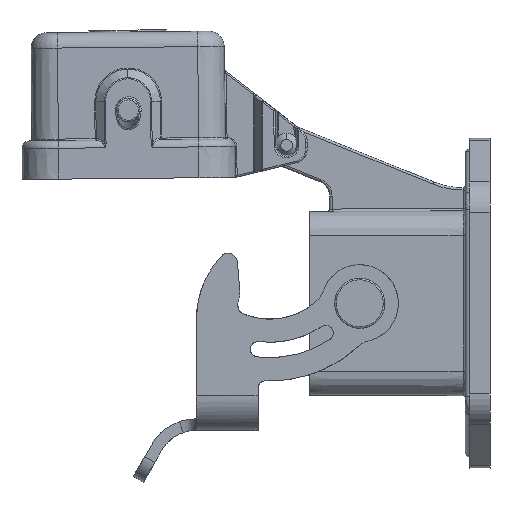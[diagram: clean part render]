
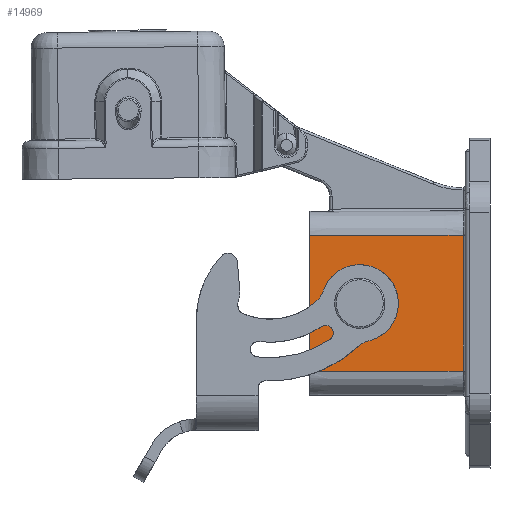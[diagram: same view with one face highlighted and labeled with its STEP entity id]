
A CAD part, left-side view. The second image highlights one B-rep face of the part: STEP entity #14969.
In plain terms, the highlighted planar face has unit normal (-1, 0.004, 0).
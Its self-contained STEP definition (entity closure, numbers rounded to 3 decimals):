
#23 = CARTESIAN_POINT ( 'NONE',  ( -11.94, 17.2, 0.289 ) ) ;
#24 = CARTESIAN_POINT ( 'NONE',  ( -11.94, 17.123, 0.555 ) ) ;
#25 = CARTESIAN_POINT ( 'NONE',  ( -11.941, 16.816, 1.043 ) ) ;
#26 = CARTESIAN_POINT ( 'NONE',  ( -11.942, 16.609, 1.228 ) ) ;
#27 = CARTESIAN_POINT ( 'NONE',  ( -11.944, 16.088, 1.477 ) ) ;
#28 = CARTESIAN_POINT ( 'NONE',  ( -11.945, 15.814, 1.523 ) ) ;
#29 = CARTESIAN_POINT ( 'NONE',  ( -11.947, 15.243, 1.457 ) ) ;
#30 = CARTESIAN_POINT ( 'NONE',  ( -11.948, 14.987, 1.35 ) ) ;
#31 = CARTESIAN_POINT ( 'NONE',  ( -11.948, 14.761, 1.17 ) ) ;
#94 = LINE ( 'NONE', #95, #8774 ) ;
#95 = CARTESIAN_POINT ( 'NONE',  ( -11.948, 14.761, -0.939 ) ) ;
#96 = DIRECTION ( 'NONE',  ( 0., 0., 1. ) ) ;
#3051 = VECTOR ( 'NONE', #7598, 1000. ) ;
#6853 = CARTESIAN_POINT ( 'NONE',  ( -11.923, 22.2, 8.8 ) ) ;
#6855 = CARTESIAN_POINT ( 'NONE',  ( -11.923, 22.2, -8.8 ) ) ;
#7596 = LINE ( 'NONE', #7597, #3051 ) ;
#7597 = CARTESIAN_POINT ( 'NONE',  ( -12., 0., -8.8 ) ) ;
#7598 = DIRECTION ( 'NONE',  ( -0.003, -1., 0. ) ) ;
#7831 = LINE ( 'NONE', #7832, #8373 ) ;
#7832 = CARTESIAN_POINT ( 'NONE',  ( -11.948, 14.761, 0. ) ) ;
#7833 = DIRECTION ( 'NONE',  ( 0., 0., 1. ) ) ;
#7890 = LINE ( 'NONE', #7891, #8389 ) ;
#7891 = CARTESIAN_POINT ( 'NONE',  ( -11.992, 2.299, 0. ) ) ;
#7892 = DIRECTION ( 'NONE',  ( 0., 0., 1. ) ) ;
#8373 = VECTOR ( 'NONE', #7833, 1000. ) ;
#8389 = VECTOR ( 'NONE', #7892, 1000. ) ;
#8675 = VECTOR ( 'NONE', #10276, 1000. ) ;
#8706 = VECTOR ( 'NONE', #10418, 1000. ) ;
#8774 = VECTOR ( 'NONE', #96, 1000. ) ;
#9211 = AXIS2_PLACEMENT_3D ( 'NONE', #26493, #26494, #26495 ) ;
#9213 = FACE_OUTER_BOUND ( 'NONE', #13458, .T. ) ;
#10274 = LINE ( 'NONE', #10275, #8675 ) ;
#10275 = CARTESIAN_POINT ( 'NONE',  ( -1753.846, -499000., 8.8 ) ) ;
#10276 = DIRECTION ( 'NONE',  ( -0.003, -1., 0. ) ) ;
#10416 = LINE ( 'NONE', #10417, #8706 ) ;
#10417 = CARTESIAN_POINT ( 'NONE',  ( -11.923, 22.2, 0. ) ) ;
#10418 = DIRECTION ( 'NONE',  ( 0., 0., 1. ) ) ;
#10477 = CARTESIAN_POINT ( 'NONE',  ( -11.948, 14.761, 2.154 ) ) ;
#10478 = CARTESIAN_POINT ( 'NONE',  ( -11.95, 14.332, 1.967 ) ) ;
#10479 = CARTESIAN_POINT ( 'NONE',  ( -11.951, 13.99, 1.678 ) ) ;
#10480 = CARTESIAN_POINT ( 'NONE',  ( -11.953, 13.478, 0.897 ) ) ;
#10481 = CARTESIAN_POINT ( 'NONE',  ( -11.953, 13.35, 0.467 ) ) ;
#10482 = CARTESIAN_POINT ( 'NONE',  ( -11.953, 13.35, -0.467 ) ) ;
#10483 = CARTESIAN_POINT ( 'NONE',  ( -11.953, 13.479, -0.897 ) ) ;
#10484 = CARTESIAN_POINT ( 'NONE',  ( -11.951, 13.989, -1.678 ) ) ;
#10485 = CARTESIAN_POINT ( 'NONE',  ( -11.95, 14.332, -1.967 ) ) ;
#10486 = CARTESIAN_POINT ( 'NONE',  ( -11.948, 14.761, -2.154 ) ) ;
#10729 = CARTESIAN_POINT ( 'NONE',  ( -11.948, 14.761, -1.17 ) ) ;
#10730 = CARTESIAN_POINT ( 'NONE',  ( -11.948, 14.987, -1.35 ) ) ;
#10731 = CARTESIAN_POINT ( 'NONE',  ( -11.947, 15.242, -1.457 ) ) ;
#10732 = CARTESIAN_POINT ( 'NONE',  ( -11.945, 15.815, -1.523 ) ) ;
#10733 = CARTESIAN_POINT ( 'NONE',  ( -11.944, 16.088, -1.477 ) ) ;
#10734 = CARTESIAN_POINT ( 'NONE',  ( -11.942, 16.609, -1.228 ) ) ;
#10735 = CARTESIAN_POINT ( 'NONE',  ( -11.941, 16.816, -1.043 ) ) ;
#10736 = CARTESIAN_POINT ( 'NONE',  ( -11.94, 17.123, -0.555 ) ) ;
#10737 = CARTESIAN_POINT ( 'NONE',  ( -11.94, 17.2, -0.289 ) ) ;
#13458 = EDGE_LOOP ( 'NONE', ( #27845, #27850, #27847, #27842 ) ) ;
#13459 = EDGE_LOOP ( 'NONE', ( #28116, #28106, #28111, #28108 ) ) ;
#13525 = B_SPLINE_CURVE_WITH_KNOTS ( 'NONE', 3,
 ( #10477, #10478, #10479, #10480, #10481, #10482, #10483, #10484, #10485, #10486 ),
 .UNSPECIFIED., .F., .F.,
 ( 4, 2, 2, 2, 4 ),
 ( 0., 0.25, 0.5, 0.75, 1. ),
 .UNSPECIFIED. ) ;
#14029 = VERTEX_POINT ( 'NONE', #23571 ) ;
#14030 = VERTEX_POINT ( 'NONE', #23572 ) ;
#14057 = VERTEX_POINT ( 'NONE', #23599 ) ;
#14058 = VERTEX_POINT ( 'NONE', #23600 ) ;
#14059 = VERTEX_POINT ( 'NONE', #23601 ) ;
#14060 = VERTEX_POINT ( 'NONE', #23602 ) ;
#14969 = ADVANCED_FACE ( 'NONE', ( #23236, #9213 ), #26492, .T. ) ;
#22617 = EDGE_CURVE ( 'NONE', #29793, #14029, #7596, .T. ) ;
#22676 = EDGE_CURVE ( 'NONE', #14060, #14057, #7831, .T. ) ;
#22691 = EDGE_CURVE ( 'NONE', #14029, #14030, #7890, .T. ) ;
#22954 = EDGE_CURVE ( 'NONE', #29791, #14030, #10274, .T. ) ;
#22988 = EDGE_CURVE ( 'NONE', #29793, #29791, #10416, .T. ) ;
#23001 = EDGE_CURVE ( 'NONE', #14059, #14060, #13525, .T. ) ;
#23041 = EDGE_CURVE ( 'NONE', #14057, #14058, #27567, .T. ) ;
#23056 = EDGE_CURVE ( 'NONE', #14058, #14059, #94, .T. ) ;
#23236 = FACE_BOUND ( 'NONE', #13459, .T. ) ;
#23571 = CARTESIAN_POINT ( 'NONE',  ( -11.992, 2.299, -8.8 ) ) ;
#23572 = CARTESIAN_POINT ( 'NONE',  ( -11.992, 2.299, 8.8 ) ) ;
#23599 = CARTESIAN_POINT ( 'NONE',  ( -11.948, 14.761, -1.17 ) ) ;
#23600 = CARTESIAN_POINT ( 'NONE',  ( -11.948, 14.761, 1.17 ) ) ;
#23601 = CARTESIAN_POINT ( 'NONE',  ( -11.948, 14.761, 2.154 ) ) ;
#23602 = CARTESIAN_POINT ( 'NONE',  ( -11.948, 14.761, -2.154 ) ) ;
#26492 = PLANE ( 'NONE',  #9211 ) ;
#26493 = CARTESIAN_POINT ( 'NONE',  ( -12., 0., 0. ) ) ;
#26494 = DIRECTION ( 'NONE',  ( -1., 0.003, 0. ) ) ;
#26495 = DIRECTION ( 'NONE',  ( -0.003, -1., 0. ) ) ;
#27567 = B_SPLINE_CURVE_WITH_KNOTS ( 'NONE', 3,
 ( #10729, #10730, #10731, #10732, #10733, #10734, #10735, #10736, #10737, #23, #24, #25, #26, #27, #28, #29, #30, #31 ),
 .UNSPECIFIED., .F., .F.,
 ( 4, 2, 2, 2, 2, 2, 2, 2, 4 ),
 ( 0., 0.125, 0.25, 0.375, 0.5, 0.625, 0.75, 0.875, 1. ),
 .UNSPECIFIED. ) ;
#27842 = ORIENTED_EDGE ( 'NONE', *, *, #22691, .T. ) ;
#27845 = ORIENTED_EDGE ( 'NONE', *, *, #22954, .F. ) ;
#27847 = ORIENTED_EDGE ( 'NONE', *, *, #22617, .T. ) ;
#27850 = ORIENTED_EDGE ( 'NONE', *, *, #22988, .F. ) ;
#28106 = ORIENTED_EDGE ( 'NONE', *, *, #23056, .T. ) ;
#28108 = ORIENTED_EDGE ( 'NONE', *, *, #22676, .T. ) ;
#28111 = ORIENTED_EDGE ( 'NONE', *, *, #23001, .T. ) ;
#28116 = ORIENTED_EDGE ( 'NONE', *, *, #23041, .T. ) ;
#29791 = VERTEX_POINT ( 'NONE', #6853 ) ;
#29793 = VERTEX_POINT ( 'NONE', #6855 ) ;
